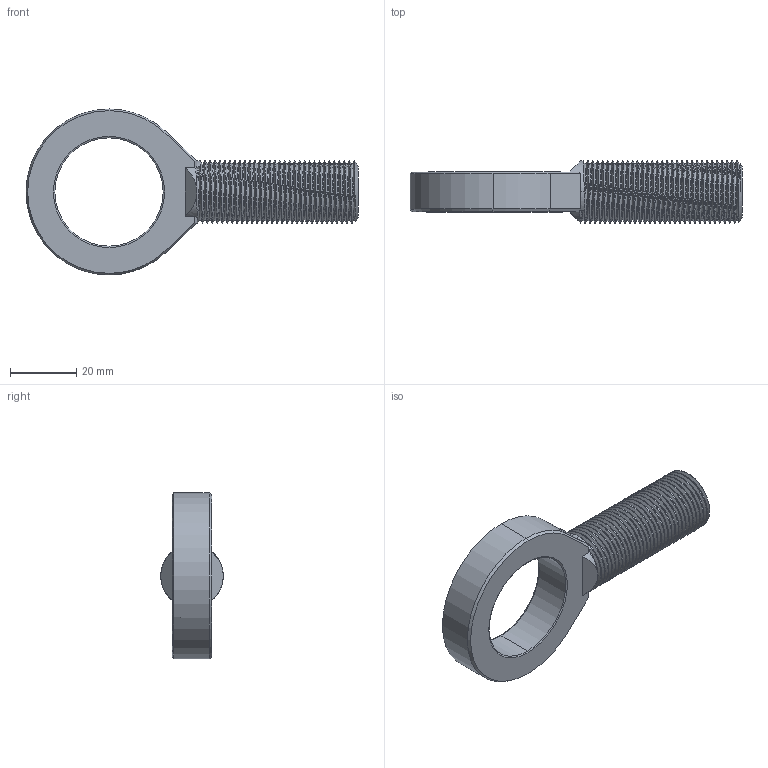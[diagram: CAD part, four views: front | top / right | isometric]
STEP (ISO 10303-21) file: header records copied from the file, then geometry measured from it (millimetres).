
FILE_DESCRIPTION (( 'STEP AP214' ), '1' );
FILE_NAME ('Support rotule.STEP', '2022-10-07T11:04:40', ( '' ), ( '' ), 'SwSTEP 2.0', 'SolidWorks 2022', '' );
FILE_SCHEMA (( 'AUTOMOTIVE_DESIGN' ));
Length unit declared in the file: millimetre
Products named in the file (1): Support rotule
Bounding box: 100 x 18.8 x 50 mm (x, y, z)
Volume: 26499.2 mm3; surface area: 9839.5 mm2
Topology: 1 solids, 1 shells, 108 faces, 294 edges, 188 vertices
Faces by surface type: cylinder 71, plane 21, cone 12, bspline 4
Entity records: 17275 total; most frequent: CARTESIAN_POINT 14891, ORIENTED_EDGE 588, DIRECTION 380, EDGE_CURVE 294, VERTEX_POINT 188, AXIS2_PLACEMENT_3D 132, LINE 116, VECTOR 116
